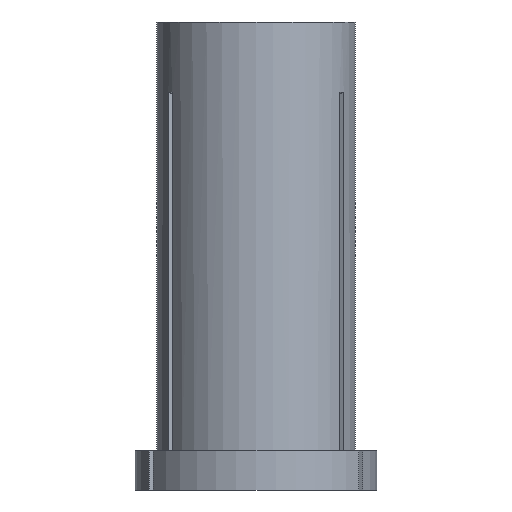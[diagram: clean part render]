
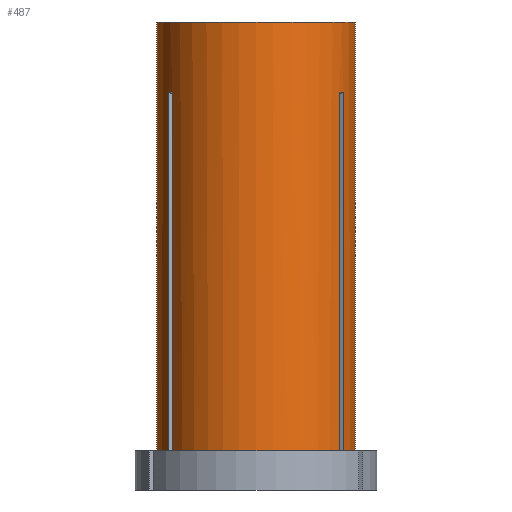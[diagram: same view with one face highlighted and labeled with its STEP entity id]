
A CAD part, front view. The second image highlights one B-rep face of the part: STEP entity #487.
In plain terms, the highlighted cylindrical face has radius 12.7 mm (diameter 25.4 mm), a partial arc.
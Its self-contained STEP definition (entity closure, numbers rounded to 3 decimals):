
#3 = LINE ( 'NONE', #861, #726 ) ;
#15 = EDGE_CURVE ( 'NONE', #729, #502, #737, .T. ) ;
#29 = ORIENTED_EDGE ( 'NONE', *, *, #290, .F. ) ;
#34 = DIRECTION ( 'NONE',  ( 0., 0., 1. ) ) ;
#48 = DIRECTION ( 'NONE',  ( 0., 0., 1. ) ) ;
#52 = CARTESIAN_POINT ( 'NONE',  ( 11.24, -5.912, -9.003 ) ) ;
#55 = CARTESIAN_POINT ( 'NONE',  ( 10.829, -6.636, -9.001 ) ) ;
#57 = DIRECTION ( 'NONE',  ( 0., 0., 1. ) ) ;
#67 = CARTESIAN_POINT ( 'NONE',  ( -10.74, -6.778, -55. ) ) ;
#87 = EDGE_CURVE ( 'NONE', #570, #587, #871, .T. ) ;
#88 = VERTEX_POINT ( 'NONE', #152 ) ;
#96 = ORIENTED_EDGE ( 'NONE', *, *, #15, .T. ) ;
#97 = VERTEX_POINT ( 'NONE', #450 ) ;
#102 = ORIENTED_EDGE ( 'NONE', *, *, #678, .F. ) ;
#104 = DIRECTION ( 'NONE',  ( 0., 0., 1. ) ) ;
#116 = EDGE_CURVE ( 'NONE', #289, #859, #3, .T. ) ;
#122 = DIRECTION ( 'NONE',  ( 1., 0., 0. ) ) ;
#127 = CARTESIAN_POINT ( 'NONE',  ( 11.163, -6.059, -9.001 ) ) ;
#152 = CARTESIAN_POINT ( 'NONE',  ( 11.24, -5.912, -9.003 ) ) ;
#157 = EDGE_LOOP ( 'NONE', ( #102, #888, #623, #243, #880, #96, #310, #366, #359, #834, #291, #29 ) ) ;
#162 = EDGE_CURVE ( 'NONE', #587, #735, #325, .T. ) ;
#166 = VECTOR ( 'NONE', #410, 1000. ) ;
#181 = CARTESIAN_POINT ( 'NONE',  ( -11.24, -5.912, 0. ) ) ;
#185 = CARTESIAN_POINT ( 'NONE',  ( 0., 0., -55. ) ) ;
#194 = DIRECTION ( 'NONE',  ( 1., 0., 0. ) ) ;
#195 = CARTESIAN_POINT ( 'NONE',  ( 0., 0., -55. ) ) ;
#196 = DIRECTION ( 'NONE',  ( 0., 0., 1. ) ) ;
#207 = CARTESIAN_POINT ( 'NONE',  ( -12.7, 0., -55. ) ) ;
#211 = LINE ( 'NONE', #774, #596 ) ;
#238 = EDGE_CURVE ( 'NONE', #502, #443, #357, .T. ) ;
#239 = EDGE_CURVE ( 'NONE', #97, #289, #314, .T. ) ;
#241 = CARTESIAN_POINT ( 'NONE',  ( -10.829, -6.637, -9.001 ) ) ;
#243 = ORIENTED_EDGE ( 'NONE', *, *, #162, .T. ) ;
#246 = DIRECTION ( 'NONE',  ( 0., 0., 1. ) ) ;
#252 = CARTESIAN_POINT ( 'NONE',  ( -10.74, -6.778, -9.003 ) ) ;
#283 = CARTESIAN_POINT ( 'NONE',  ( 12.7, 0., 0. ) ) ;
#284 = CARTESIAN_POINT ( 'NONE',  ( 10.74, -6.778, -9.003 ) ) ;
#285 = AXIS2_PLACEMENT_3D ( 'NONE', #331, #328, #122 ) ;
#289 = VERTEX_POINT ( 'NONE', #819 ) ;
#290 = EDGE_CURVE ( 'NONE', #526, #859, #794, .T. ) ;
#291 = ORIENTED_EDGE ( 'NONE', *, *, #116, .T. ) ;
#308 = CARTESIAN_POINT ( 'NONE',  ( 10.74, -6.778, 0. ) ) ;
#310 = ORIENTED_EDGE ( 'NONE', *, *, #238, .T. ) ;
#314 = CIRCLE ( 'NONE', #803, 12.7 ) ;
#317 = AXIS2_PLACEMENT_3D ( 'NONE', #857, #444, #720 ) ;
#319 = EDGE_CURVE ( 'NONE', #729, #735, #425, .T. ) ;
#325 = B_SPLINE_CURVE_WITH_KNOTS ( 'NONE', 3,
 ( #656, #743, #658, #241, #252 ),
 .UNSPECIFIED., .F., .F.,
 ( 4, 1, 4 ),
 ( 0.063, 0.063, 0.064 ),
 .UNSPECIFIED. ) ;
#327 = CARTESIAN_POINT ( 'NONE',  ( 11.083, -6.204, -9. ) ) ;
#328 = DIRECTION ( 'NONE',  ( 0., 0., 1. ) ) ;
#331 = CARTESIAN_POINT ( 'NONE',  ( 0., 0., 0. ) ) ;
#335 = EDGE_CURVE ( 'NONE', #97, #88, #514, .T. ) ;
#357 = LINE ( 'NONE', #308, #573 ) ;
#359 = ORIENTED_EDGE ( 'NONE', *, *, #335, .F. ) ;
#366 = ORIENTED_EDGE ( 'NONE', *, *, #649, .T. ) ;
#368 = CIRCLE ( 'NONE', #744, 12.7 ) ;
#396 = CARTESIAN_POINT ( 'NONE',  ( 0., 0., 0. ) ) ;
#409 = CARTESIAN_POINT ( 'NONE',  ( 10.916, -6.493, -9. ) ) ;
#410 = DIRECTION ( 'NONE',  ( 0., 0., 1. ) ) ;
#425 = LINE ( 'NONE', #757, #817 ) ;
#443 = VERTEX_POINT ( 'NONE', #284 ) ;
#444 = DIRECTION ( 'NONE',  ( 0., 0., 1. ) ) ;
#450 = CARTESIAN_POINT ( 'NONE',  ( 11.24, -5.912, -55. ) ) ;
#465 = EDGE_CURVE ( 'NONE', #468, #570, #368, .T. ) ;
#468 = VERTEX_POINT ( 'NONE', #207 ) ;
#477 = CARTESIAN_POINT ( 'NONE',  ( 11.24, -5.912, 0. ) ) ;
#484 = CARTESIAN_POINT ( 'NONE',  ( -11.24, -5.912, -55. ) ) ;
#486 = DIRECTION ( 'NONE',  ( 0., 0., 1. ) ) ;
#487 = ADVANCED_FACE ( 'NONE', ( #714 ), #527, .T. ) ;
#502 = VERTEX_POINT ( 'NONE', #615 ) ;
#514 = LINE ( 'NONE', #477, #166 ) ;
#526 = VERTEX_POINT ( 'NONE', #894 ) ;
#527 = CYLINDRICAL_SURFACE ( 'NONE', #285, 12.7 ) ;
#540 = DIRECTION ( 'NONE',  ( 1., 0., 0. ) ) ;
#551 = CARTESIAN_POINT ( 'NONE',  ( 10.74, -6.778, -9.003 ) ) ;
#554 = CARTESIAN_POINT ( 'NONE',  ( -11.24, -5.912, -9.003 ) ) ;
#570 = VERTEX_POINT ( 'NONE', #484 ) ;
#573 = VECTOR ( 'NONE', #34, 1000. ) ;
#587 = VERTEX_POINT ( 'NONE', #554 ) ;
#596 = VECTOR ( 'NONE', #842, 1000. ) ;
#615 = CARTESIAN_POINT ( 'NONE',  ( 10.74, -6.778, -55. ) ) ;
#623 = ORIENTED_EDGE ( 'NONE', *, *, #87, .T. ) ;
#639 = CARTESIAN_POINT ( 'NONE',  ( -10.74, -6.778, -9.003 ) ) ;
#640 = AXIS2_PLACEMENT_3D ( 'NONE', #396, #48, #540 ) ;
#649 = EDGE_CURVE ( 'NONE', #443, #88, #759, .T. ) ;
#656 = CARTESIAN_POINT ( 'NONE',  ( -11.24, -5.912, -9.003 ) ) ;
#658 = CARTESIAN_POINT ( 'NONE',  ( -11.001, -6.353, -8.999 ) ) ;
#678 = EDGE_CURVE ( 'NONE', #468, #526, #211, .T. ) ;
#679 = DIRECTION ( 'NONE',  ( 1., 0., 0. ) ) ;
#714 = FACE_OUTER_BOUND ( 'NONE', #157, .T. ) ;
#720 = DIRECTION ( 'NONE',  ( 1., 0., 0. ) ) ;
#726 = VECTOR ( 'NONE', #104, 1000. ) ;
#729 = VERTEX_POINT ( 'NONE', #67 ) ;
#735 = VERTEX_POINT ( 'NONE', #639 ) ;
#737 = CIRCLE ( 'NONE', #317, 12.7 ) ;
#743 = CARTESIAN_POINT ( 'NONE',  ( -11.162, -6.06, -9.001 ) ) ;
#744 = AXIS2_PLACEMENT_3D ( 'NONE', #195, #57, #679 ) ;
#757 = CARTESIAN_POINT ( 'NONE',  ( -10.74, -6.778, 0. ) ) ;
#759 = B_SPLINE_CURVE_WITH_KNOTS ( 'NONE', 3,
 ( #551, #55, #409, #327, #127, #52 ),
 .UNSPECIFIED., .F., .F.,
 ( 4, 2, 4 ),
 ( 0.07, 0.07, 0.071 ),
 .UNSPECIFIED. ) ;
#774 = CARTESIAN_POINT ( 'NONE',  ( -12.7, 0., 0. ) ) ;
#781 = VECTOR ( 'NONE', #246, 1000. ) ;
#794 = CIRCLE ( 'NONE', #640, 12.7 ) ;
#803 = AXIS2_PLACEMENT_3D ( 'NONE', #185, #196, #194 ) ;
#817 = VECTOR ( 'NONE', #486, 1000. ) ;
#819 = CARTESIAN_POINT ( 'NONE',  ( 12.7, 0., -55. ) ) ;
#834 = ORIENTED_EDGE ( 'NONE', *, *, #239, .T. ) ;
#842 = DIRECTION ( 'NONE',  ( 0., 0., 1. ) ) ;
#857 = CARTESIAN_POINT ( 'NONE',  ( 0., 0., -55. ) ) ;
#859 = VERTEX_POINT ( 'NONE', #283 ) ;
#861 = CARTESIAN_POINT ( 'NONE',  ( 12.7, 0., 0. ) ) ;
#871 = LINE ( 'NONE', #181, #781 ) ;
#880 = ORIENTED_EDGE ( 'NONE', *, *, #319, .F. ) ;
#888 = ORIENTED_EDGE ( 'NONE', *, *, #465, .T. ) ;
#894 = CARTESIAN_POINT ( 'NONE',  ( -12.7, 0., 0. ) ) ;
